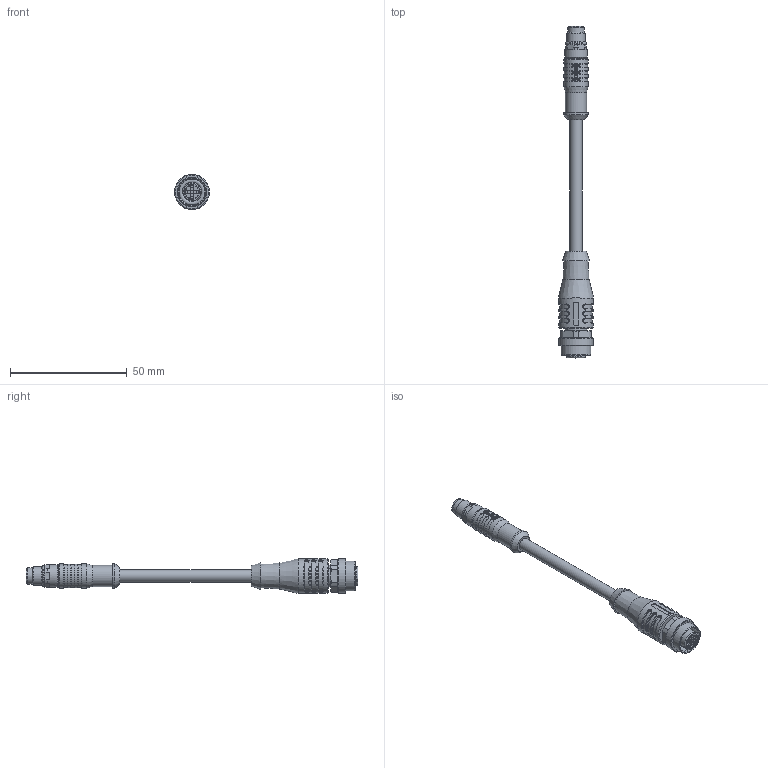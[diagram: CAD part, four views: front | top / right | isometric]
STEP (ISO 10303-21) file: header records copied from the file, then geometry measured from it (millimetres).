
FILE_DESCRIPTION(/* description */ (''),/* implementation_level */ '2;1');
FILE_NAME(/* name */ 'IE-WAKSY4-m-IE-SSPS4.stp',/* time_stamp */ '2020-10-08T09:47:02+02:00',/* author */ ('ESCHA GmbH & Co. KG'),/* organization */ ('ESCHA GmbH & Co. KG'),/* preprocessor_version */ 'ST-DEVELOPER v16',/* originating_system */ 'SIEMENS PLM Software NX 10.0',/* authorisation */ '');
FILE_SCHEMA (('AUTOMOTIVE_DESIGN { 1 0 10303 214 3 1 1 1 }'));
Length unit declared in the file: millimetre
Products named in the file (1): 5002151__Umspritzung_part_63066
Bounding box: 15 x 142.3 x 15 mm (x, y, z)
Volume: 9476.4 mm3; surface area: 5294.9 mm2
Topology: 1 solids, 1 shells, 554 faces, 1386 edges, 882 vertices
Faces by surface type: plane 234, cylinder 129, torus 54, extrusion 49, bspline 48, cone 36, sphere 4
Full cylindrical faces by diameter (mm): 1 x4, 1.15 x4, 5.2 x1, 5.775 x1, 6.2 x1, 6.85 x1, 6.9 x1, 8 x1, 8.8 x1, 9.1 x1, 9.6 x1, 10.3 x2, 10.95 x1, 12.3 x1, 12.8 x1, 15 x2
Entity records: 18720 total; most frequent: CARTESIAN_POINT 6296, ORIENTED_EDGE 2608, DIRECTION 2404, EDGE_CURVE 1304, AXIS2_PLACEMENT_3D 868, VERTEX_POINT 857, VECTOR 668, EDGE_LOOP 659
